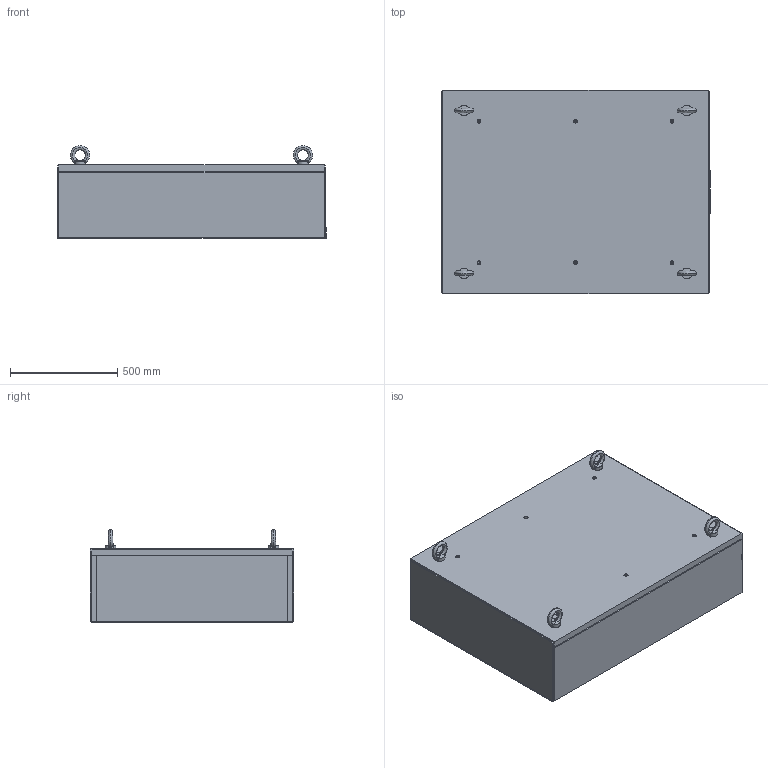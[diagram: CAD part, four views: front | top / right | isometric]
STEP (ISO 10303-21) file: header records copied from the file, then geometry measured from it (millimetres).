
FILE_DESCRIPTION(/* description */ (''),/* implementation_level */ '2;1');
FILE_NAME(/* name */ 'SVMF081200.stp',/* time_stamp */ '2021-02-26T08:54:24+01:00',/* author */ ('VP'),/* organization */ (''),/* preprocessor_version */ 'ST-DEVELOPER v18.1',/* originating_system */ 'Autodesk Inventor 2021',/* authorisation */ '');
FILE_SCHEMA (('AUTOMOTIVE_DESIGN { 1 0 10303 214 3 1 1 }'));
Length unit declared in the file: millimetre
Products named in the file (1): SVMF081200
Bounding box: 1255 x 951 x 433 mm (x, y, z)
Volume: 67773272.7 mm3; surface area: 7989174.5 mm2
Topology: 17 solids, 17 shells, 294 faces, 734 edges, 464 vertices
Faces by surface type: plane 168, cylinder 70, cone 36, bspline 16, torus 4
Full cylindrical faces by diameter (mm): 10 x14, 17.294 x6, 20 x6, 20.752 x4, 22 x4, 24 x4
Entity records: 11458 total; most frequent: CARTESIAN_POINT 3945, DIRECTION 1532, ORIENTED_EDGE 1444, EDGE_CURVE 722, AXIS2_PLACEMENT_3D 587, VERTEX_POINT 464, LINE 358, VECTOR 358
